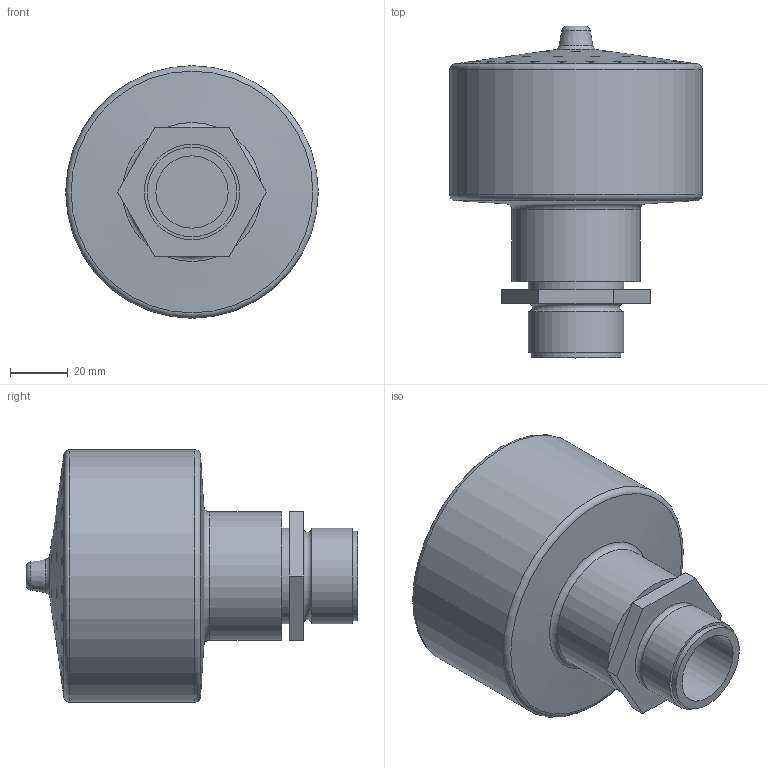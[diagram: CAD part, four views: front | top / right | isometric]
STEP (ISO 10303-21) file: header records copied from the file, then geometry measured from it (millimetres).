
FILE_DESCRIPTION(/* description */ (''),/* implementation_level */ '2;1');
FILE_NAME(/* name */ '50766_Vulkan 43-3.stp',/* time_stamp */ '2015-06-09T08:37:01+02:00',/* author */ ('guzb562'),/* organization */ (''),/* preprocessor_version */ 'ST-DEVELOPER v15.6',/* originating_system */ 'Autodesk Inventor 2015',/* authorisation */ '');
FILE_SCHEMA (('AUTOMOTIVE_DESIGN { 1 0 10303 214 3 1 1 }'));
Length unit declared in the file: millimetre
Products named in the file (1): 50766_Vulkan 43-3
Bounding box: 87.38 x 114.81 x 87.38 mm (x, y, z)
Volume: 345224.1 mm3; surface area: 50051.6 mm2
Topology: 1 solids, 1 shells, 112 faces, 221 edges, 158 vertices
Faces by surface type: plane 55, cylinder 48, torus 6, cone 3
Full cylindrical faces by diameter (mm): 3 x42, 25 x1, 31 x1, 33 x2, 44.3 x1, 87.38 x1
Entity records: 3697 total; most frequent: CARTESIAN_POINT 1737, DIRECTION 368, ORIENTED_EDGE 244, EDGE_LOOP 216, AXIS2_PLACEMENT_3D 175, EDGE_CURVE 122, VERTEX_POINT 116, FACE_OUTER_BOUND 112
